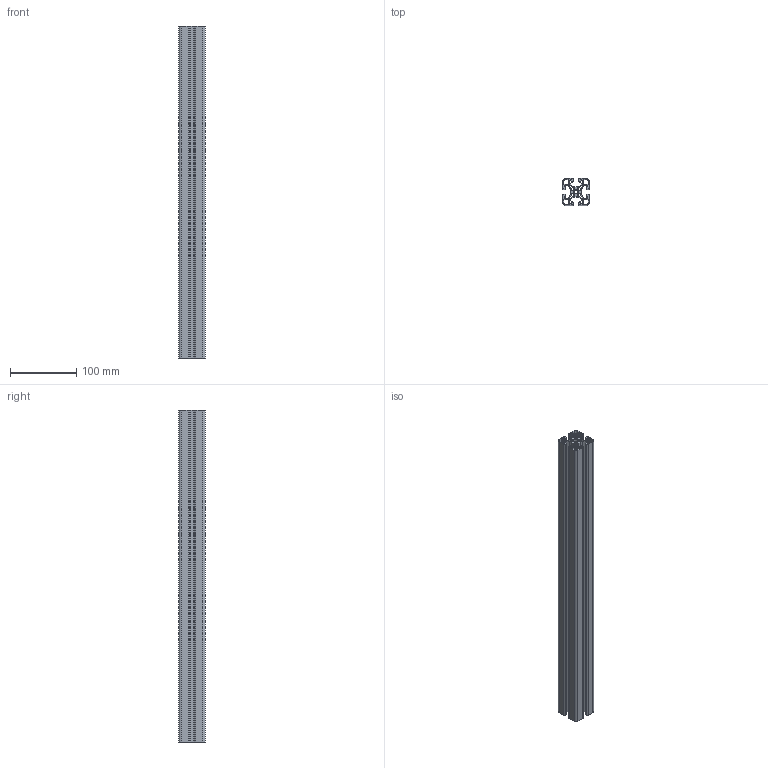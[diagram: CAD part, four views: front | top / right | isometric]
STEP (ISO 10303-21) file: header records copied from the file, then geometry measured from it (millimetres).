
FILE_DESCRIPTION (( 'STEP AP203' ), '1' );
FILE_NAME ('8 40X40 E.STEP', '2012-06-04T09:22:30', ( 'alle' ), ( 'Hewlett-Packard Company' ), 'SwSTEP 2.0', 'SolidWorks 2011', '' );
FILE_SCHEMA (( 'CONFIG_CONTROL_DESIGN' ));
Length unit declared in the file: millimetre
Products named in the file (1): M ATP I8 4040E
Bounding box: 40 x 40 x 500 mm (x, y, z)
Volume: 274140.8 mm3; surface area: 290257.7 mm2
Topology: 1 solids, 1 shells, 240 faces, 714 edges, 476 vertices
Faces by surface type: cylinder 150, plane 90
Entity records: 8291 total; most frequent: DIRECTION 1496, CARTESIAN_POINT 1431, ORIENTED_EDGE 1428, EDGE_CURVE 714, AXIS2_PLACEMENT_3D 541, VERTEX_POINT 476, VECTOR 414, LINE 414
